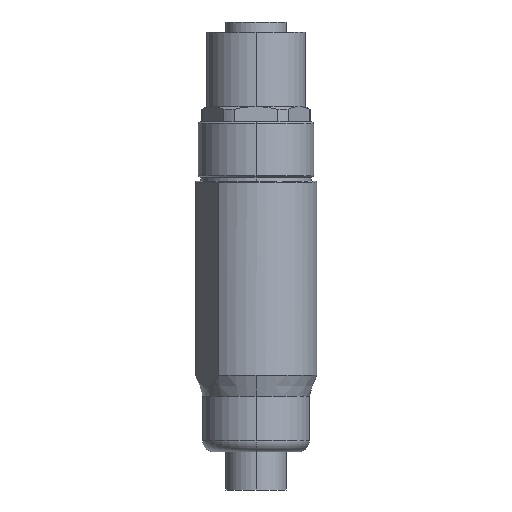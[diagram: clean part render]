
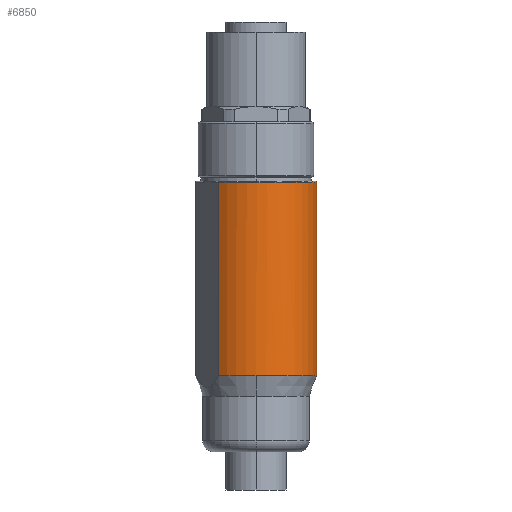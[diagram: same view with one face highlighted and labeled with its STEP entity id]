
A CAD part, front view. The second image highlights one B-rep face of the part: STEP entity #6850.
In plain terms, the highlighted cylindrical face has radius 8 mm (diameter 16 mm), a partial arc.
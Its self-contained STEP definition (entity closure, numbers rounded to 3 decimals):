
#2562=DIRECTION('',(0.,0.,-1.));
#2563=VECTOR('',#2562,25.353);
#2564=CARTESIAN_POINT('',(7.923,1.11,-21.025));
#2565=LINE('',#2564,#2563);
#2566=CARTESIAN_POINT('',(0.,0.,-46.378));
#2567=DIRECTION('',(0.,0.,-1.));
#2568=DIRECTION('',(0.99,0.139,0.));
#2569=AXIS2_PLACEMENT_3D('',#2566,#2567,#2568);
#2571=CARTESIAN_POINT('',(0.,0.,-46.378));
#2572=DIRECTION('',(0.,0.,1.));
#2573=DIRECTION('',(-0.615,-0.788,0.));
#2574=AXIS2_PLACEMENT_3D('',#2571,#2572,#2573);
#2576=DIRECTION('',(0.,0.,-1.));
#2577=VECTOR('',#2576,25.353);
#2578=CARTESIAN_POINT('',(-4.923,-6.306,-21.025));
#2579=LINE('',#2578,#2577);
#2598=CARTESIAN_POINT('',(0.,0.,-21.025));
#2599=DIRECTION('',(0.,0.,-1.));
#2600=DIRECTION('',(0.99,0.139,0.));
#2601=AXIS2_PLACEMENT_3D('',#2598,#2599,#2600);
#2636=CARTESIAN_POINT('',(-4.923,-6.306,-46.378));
#2699=CARTESIAN_POINT('',(7.923,1.11,-46.378));
#2806=CARTESIAN_POINT('',(0.,-8.,-46.378));
#2807=VERTEX_POINT('',#2806);
#2837=VERTEX_POINT('',#2699);
#2838=VERTEX_POINT('',#2636);
#2884=CARTESIAN_POINT('',(7.923,1.11,-21.025));
#2886=VERTEX_POINT('',#2884);
#2889=CARTESIAN_POINT('',(-4.923,-6.306,-21.025));
#2891=VERTEX_POINT('',#2889);
#6833=CARTESIAN_POINT('',(0.,0.,3.071));
#6834=DIRECTION('',(0.,0.,-1.));
#6835=DIRECTION('',(0.,-1.,0.));
#6836=AXIS2_PLACEMENT_3D('',#6833,#6834,#6835);
#6837=CYLINDRICAL_SURFACE('',#6836,8.);
#6839=ORIENTED_EDGE('',*,*,#6838,.F.);
#6841=ORIENTED_EDGE('',*,*,#6840,.T.);
#6843=ORIENTED_EDGE('',*,*,#6842,.T.);
#6845=ORIENTED_EDGE('',*,*,#6844,.F.);
#6847=ORIENTED_EDGE('',*,*,#6846,.F.);
#6848=EDGE_LOOP('',(#6839,#6841,#6843,#6845,#6847));
#6849=FACE_OUTER_BOUND('',#6848,.F.);
#2570=CIRCLE('',#2569,8.);
#2575=CIRCLE('',#2574,8.);
#2602=CIRCLE('',#2601,8.);
#6838=EDGE_CURVE('',#2886,#2891,#2602,.T.);
#6840=EDGE_CURVE('',#2886,#2837,#2565,.T.);
#6842=EDGE_CURVE('',#2837,#2807,#2570,.T.);
#6844=EDGE_CURVE('',#2838,#2807,#2575,.T.);
#6846=EDGE_CURVE('',#2891,#2838,#2579,.T.);
#6850=ADVANCED_FACE('',(#6849),#6837,.T.);
